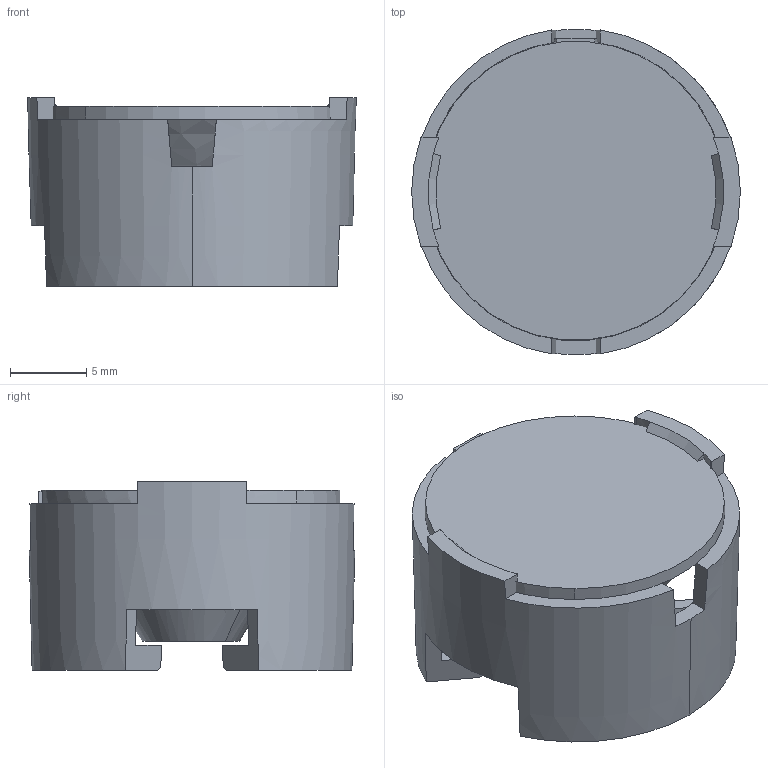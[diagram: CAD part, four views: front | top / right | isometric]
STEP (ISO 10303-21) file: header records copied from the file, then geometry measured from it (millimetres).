
FILE_DESCRIPTION(('FreeCAD Model'),'2;1');
FILE_NAME('Carclo_10148.step','2018-03-08T15:11:40',( 'kicad StepUp'),('ksu MCAD'),'Open CASCADE STEP processor 6.8', 'FreeCAD','Unknown');
FILE_SCHEMA(('AUTOMOTIVE_DESIGN_CC2 { 1 2 10303 214 -1 1 5 4 }'));
Length unit declared in the file: millimetre
Products named in the file (2): ASSEMBLY; Carclo_10148
Assembly tree (1 placements, depth 2):
  ASSEMBLY
    Carclo_10148
Bounding box: 21.58 x 21.37 x 12.4 mm (x, y, z)
Surface area: 2796.7 mm2 (no closed solid volume)
Topology: 0 solids, 161 shells, 161 faces, 824 edges, 824 vertices
Faces by surface type: bspline 82, revolution 79
Entity records: 10673 total; most frequent: CARTESIAN_POINT 3082, DIRECTION 1246, ORIENTED_EDGE 824, EDGE_CURVE 824, VERTEX_POINT 824, AXIS2_PLACEMENT_3D 392, LINE 383, VECTOR 383
